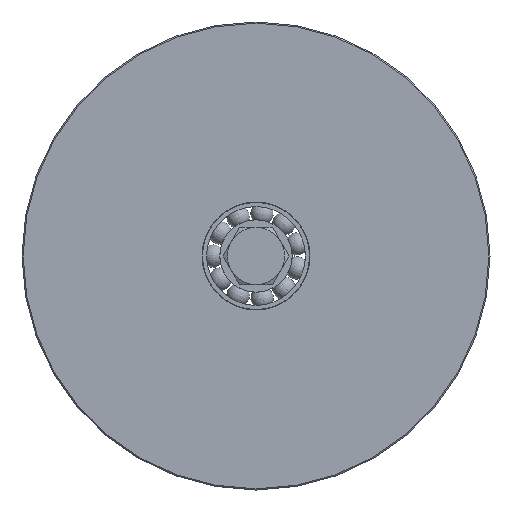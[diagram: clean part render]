
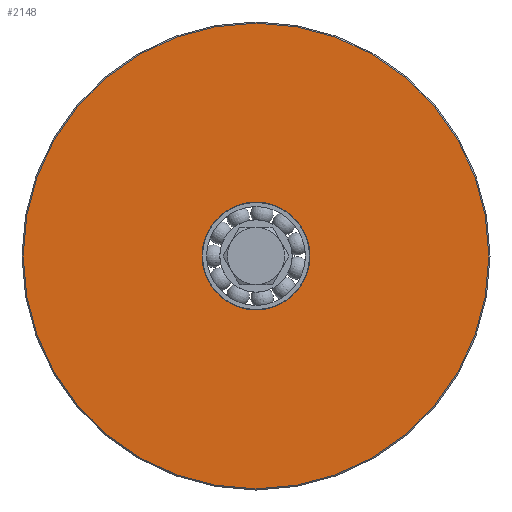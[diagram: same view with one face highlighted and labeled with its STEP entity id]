
A CAD part, left-side view. The second image highlights one B-rep face of the part: STEP entity #2148.
In plain terms, the highlighted planar face has unit normal (-1, 0, 0).
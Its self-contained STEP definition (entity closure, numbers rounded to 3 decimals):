
#158=FACE_BOUND('',#376,.T.);
#195=PLANE('',#2437);
#248=FACE_OUTER_BOUND('',#375,.T.);
#375=EDGE_LOOP('',(#1484));
#376=EDGE_LOOP('',(#1485));
#667=CIRCLE('',#2431,22.7);
#672=CIRCLE('',#2438,98.);
#897=VERTEX_POINT('',#3612);
#902=VERTEX_POINT('',#3626);
#1152=EDGE_CURVE('',#897,#897,#667,.T.);
#1159=EDGE_CURVE('',#902,#902,#672,.T.);
#1484=ORIENTED_EDGE('',*,*,#1159,.F.);
#1485=ORIENTED_EDGE('',*,*,#1152,.F.);
#2148=ADVANCED_FACE('',(#248,#158),#195,.T.);
#2431=AXIS2_PLACEMENT_3D('',#3613,#2807,#2808);
#2437=AXIS2_PLACEMENT_3D('',#3625,#2821,#2822);
#2438=AXIS2_PLACEMENT_3D('',#3627,#2823,#2824);
#2807=DIRECTION('center_axis',(-1.,0.,0.));
#2808=DIRECTION('ref_axis',(0.,-1.,0.));
#2821=DIRECTION('center_axis',(-1.,0.,0.));
#2822=DIRECTION('ref_axis',(0.,0.,1.));
#2823=DIRECTION('center_axis',(1.,0.,0.));
#2824=DIRECTION('ref_axis',(0.,-1.,0.));
#3612=CARTESIAN_POINT('',(-16.5,22.7,0.));
#3613=CARTESIAN_POINT('Origin',(-16.5,0.,0.));
#3625=CARTESIAN_POINT('Origin',(-16.5,60.5,0.));
#3626=CARTESIAN_POINT('',(-16.5,98.,0.));
#3627=CARTESIAN_POINT('Origin',(-16.5,0.,0.));
